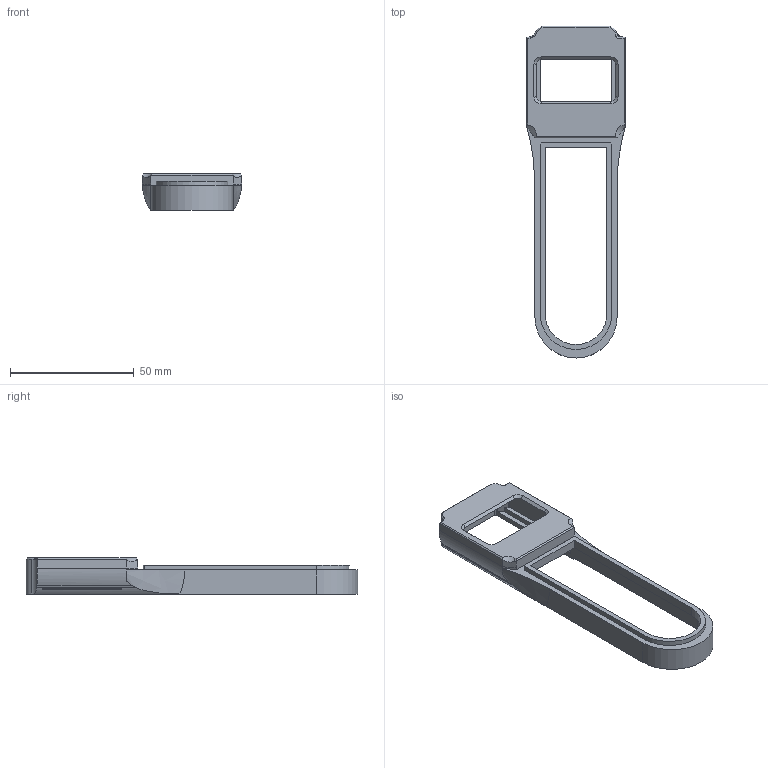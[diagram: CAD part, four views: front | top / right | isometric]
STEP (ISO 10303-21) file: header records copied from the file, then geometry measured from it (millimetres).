
FILE_DESCRIPTION(/* description */ (''),/* implementation_level */ '2;1');
FILE_NAME(/* name */ 'case_v4_1.3-screen.step',/* time_stamp */ '2019-07-16T22:12:51+02:00',/* author */ (''),/* organization */ (''),/* preprocessor_version */ 'ST-DEVELOPER v18',/* originating_system */ 'Autodesk Translation Framework v8.2.0.1029',/* authorisation */ '');
FILE_SCHEMA (('AUTOMOTIVE_DESIGN { 1 0 10303 214 3 1 1 }'));
Length unit declared in the file: millimetre
Products named in the file (1): case_v4
Bounding box: 40 x 134.1 x 14.55 mm (x, y, z)
Volume: 10763.9 mm3; surface area: 12764.2 mm2
Topology: 1 solids, 1 shells, 102 faces, 277 edges, 178 vertices
Faces by surface type: plane 67, cylinder 18, bspline 10, cone 7
Entity records: 3538 total; most frequent: CARTESIAN_POINT 966, ORIENTED_EDGE 552, DIRECTION 489, EDGE_CURVE 276, LINE 191, VECTOR 191, VERTEX_POINT 178, AXIS2_PLACEMENT_3D 149
